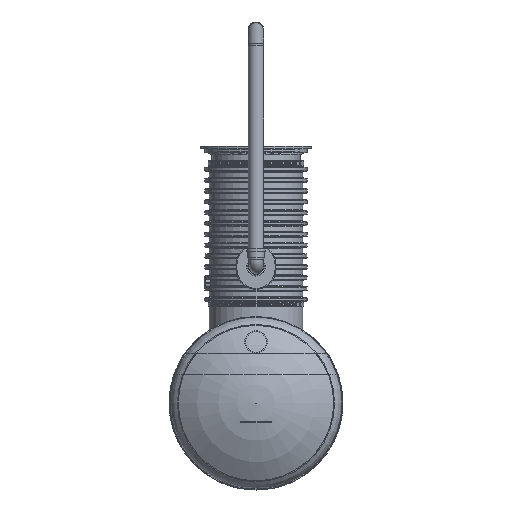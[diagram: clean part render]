
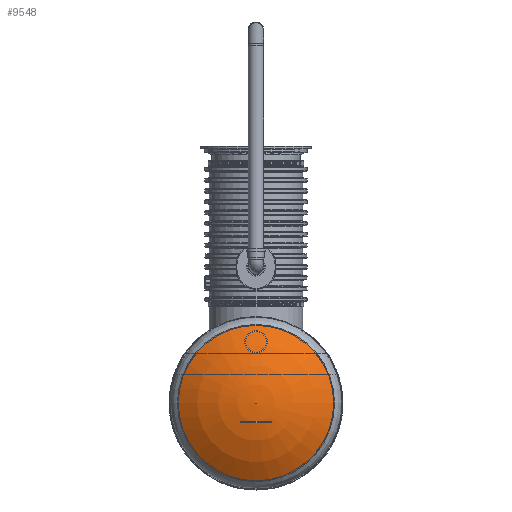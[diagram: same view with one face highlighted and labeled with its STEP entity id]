
A CAD part, left-side view. The second image highlights one B-rep face of the part: STEP entity #9548.
In plain terms, the highlighted toroidal (fillet/blend) face has major radius 2.457 mm and minor radius 960 mm.
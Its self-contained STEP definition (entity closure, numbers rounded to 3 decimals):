
#1438=VERTEX_LOOP('',#5494);
#1440=DEGENERATE_TOROIDAL_SURFACE('',#10710,2.457,960.,.F.);
#1789=ORIENTED_EDGE('',*,*,#4250,.F.);
#4250=EDGE_CURVE('',#5493,#5493,#6443,.T.);
#5493=VERTEX_POINT('',#15658);
#5494=VERTEX_POINT('',#15659);
#6443=CIRCLE('',#10711,557.429);
#7105=EDGE_LOOP('',(#1789));
#8265=FACE_BOUND('',#7105,.T.);
#8266=FACE_BOUND('',#1438,.T.);
#9548=ADVANCED_FACE('',(#8265,#8266),#1440,.F.);
#10710=AXIS2_PLACEMENT_3D('',#15656,#12137,#12138);
#10711=AXIS2_PLACEMENT_3D('',#15657,#12139,#12140);
#12137=DIRECTION('',(0.,-1.,0.));
#12138=DIRECTION('',(0.,0.,-1.));
#12139=DIRECTION('',(0.,-1.,0.));
#12140=DIRECTION('',(0.,0.,-1.));
#15656=CARTESIAN_POINT('',(0.,-741.388,0.));
#15657=CARTESIAN_POINT('',(0.,38.437,0.));
#15658=CARTESIAN_POINT('',(0.,38.437,-557.429));
#15659=CARTESIAN_POINT('',(0.,218.609,0.));
